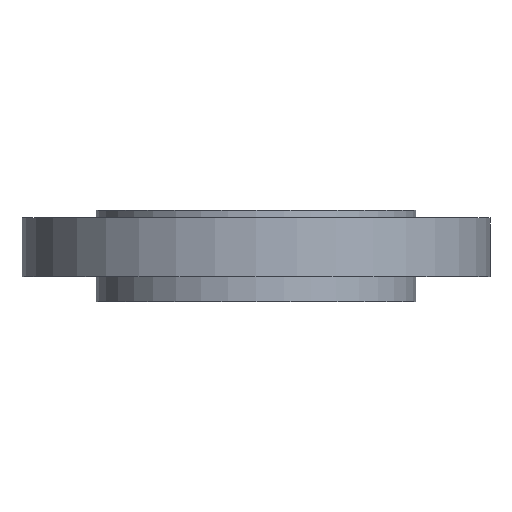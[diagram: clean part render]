
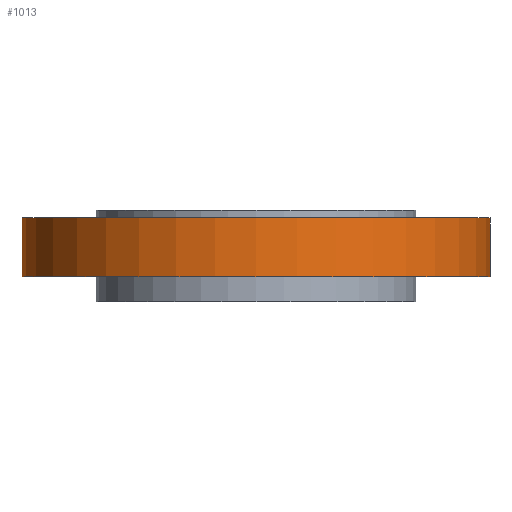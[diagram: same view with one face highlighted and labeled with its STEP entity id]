
A CAD part, front view. The second image highlights one B-rep face of the part: STEP entity #1013.
In plain terms, the highlighted cylindrical face has radius 190.5 mm (diameter 381 mm), a partial arc.
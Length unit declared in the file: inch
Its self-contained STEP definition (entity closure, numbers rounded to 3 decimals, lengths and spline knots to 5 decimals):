
#45 = VERTEX_POINT ( 'NONE', #508 ) ;
#49 = CIRCLE ( 'NONE', #415, 7.5 ) ;
#65 = DIRECTION ( 'NONE',  ( 1., 0., 0. ) ) ;
#125 = LINE ( 'NONE', #896, #959 ) ;
#131 = EDGE_CURVE ( 'NONE', #45, #1040, #125, .T. ) ;
#133 = CARTESIAN_POINT ( 'NONE',  ( 0., 0., -23.3432 ) ) ;
#165 = EDGE_LOOP ( 'NONE', ( #382, #500, #645, #559 ) ) ;
#199 = EDGE_CURVE ( 'NONE', #406, #1040, #49, .T. ) ;
#232 = CIRCLE ( 'NONE', #791, 7.5 ) ;
#242 = VERTEX_POINT ( 'NONE', #1073 ) ;
#293 = DIRECTION ( 'NONE',  ( 0., 0., 1. ) ) ;
#336 = CARTESIAN_POINT ( 'NONE',  ( 7.5, 0., -0.25 ) ) ;
#382 = ORIENTED_EDGE ( 'NONE', *, *, #1265, .F. ) ;
#406 = VERTEX_POINT ( 'NONE', #1108 ) ;
#415 = AXIS2_PLACEMENT_3D ( 'NONE', #656, #677, #65 ) ;
#479 = LINE ( 'NONE', #1087, #1181 ) ;
#500 = ORIENTED_EDGE ( 'NONE', *, *, #842, .F. ) ;
#508 = CARTESIAN_POINT ( 'NONE',  ( 7.5, 0., -2.13 ) ) ;
#521 = DIRECTION ( 'NONE',  ( 0., 0., 1. ) ) ;
#559 = ORIENTED_EDGE ( 'NONE', *, *, #199, .F. ) ;
#568 = CARTESIAN_POINT ( 'NONE',  ( 0., 0., -2.13 ) ) ;
#645 = ORIENTED_EDGE ( 'NONE', *, *, #131, .T. ) ;
#656 = CARTESIAN_POINT ( 'NONE',  ( 0., 0., -0.25 ) ) ;
#677 = DIRECTION ( 'NONE',  ( 0., 0., 1. ) ) ;
#698 = AXIS2_PLACEMENT_3D ( 'NONE', #133, #521, #824 ) ;
#791 = AXIS2_PLACEMENT_3D ( 'NONE', #568, #887, #1187 ) ;
#824 = DIRECTION ( 'NONE',  ( 1., 0., 0. ) ) ;
#842 = EDGE_CURVE ( 'NONE', #45, #242, #232, .T. ) ;
#887 = DIRECTION ( 'NONE',  ( 0., 0., -1. ) ) ;
#896 = CARTESIAN_POINT ( 'NONE',  ( 7.5, 0., -23.3432 ) ) ;
#959 = VECTOR ( 'NONE', #1213, 39.37008 ) ;
#1013 = ADVANCED_FACE ( 'NONE', ( #1218 ), #1118, .T. ) ;
#1040 = VERTEX_POINT ( 'NONE', #336 ) ;
#1073 = CARTESIAN_POINT ( 'NONE',  ( -7.5, 0., -2.13 ) ) ;
#1087 = CARTESIAN_POINT ( 'NONE',  ( -7.5, 0., -23.3432 ) ) ;
#1108 = CARTESIAN_POINT ( 'NONE',  ( -7.5, 0., -0.25 ) ) ;
#1118 = CYLINDRICAL_SURFACE ( 'NONE', #698, 7.5 ) ;
#1181 = VECTOR ( 'NONE', #293, 39.37008 ) ;
#1187 = DIRECTION ( 'NONE',  ( 1., 0., 0. ) ) ;
#1213 = DIRECTION ( 'NONE',  ( 0., 0., 1. ) ) ;
#1218 = FACE_OUTER_BOUND ( 'NONE', #165, .T. ) ;
#1265 = EDGE_CURVE ( 'NONE', #242, #406, #479, .T. ) ;
